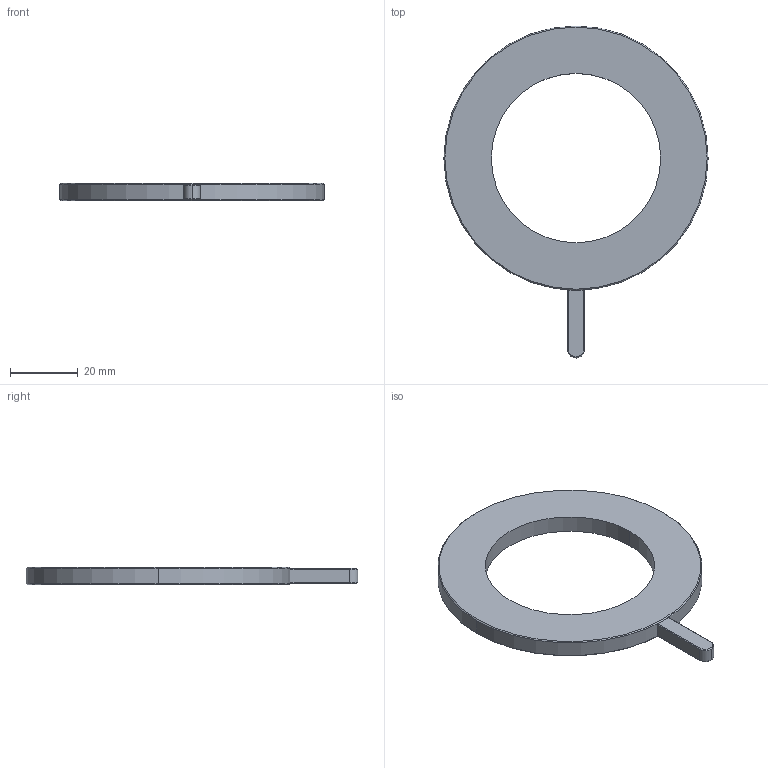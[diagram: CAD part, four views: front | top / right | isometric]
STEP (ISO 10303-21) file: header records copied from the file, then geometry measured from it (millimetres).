
FILE_DESCRIPTION (( 'STEP AP203' ), '1' );
FILE_NAME ('APID50Z.step', '2019-05-15T02:04:51', ( '' ), ( '' ), 'SwSTEP 2.0', 'SolidWorks 2016', '' );
FILE_SCHEMA (( 'CONFIG_CONTROL_DESIGN' ));
Length unit declared in the file: millimetre
Products named in the file (1): APID50Z
Bounding box: 78 x 98 x 5.2 mm (x, y, z)
Volume: 15049.7 mm3; surface area: 7986.2 mm2
Topology: 1 solids, 1 shells, 174 faces, 473 edges, 312 vertices
Faces by surface type: plane 160, cone 8, cylinder 6
Entity records: 5460 total; most frequent: CARTESIAN_POINT 972, ORIENTED_EDGE 946, DIRECTION 841, EDGE_CURVE 473, LINE 447, VECTOR 447, VERTEX_POINT 312, AXIS2_PLACEMENT_3D 197
